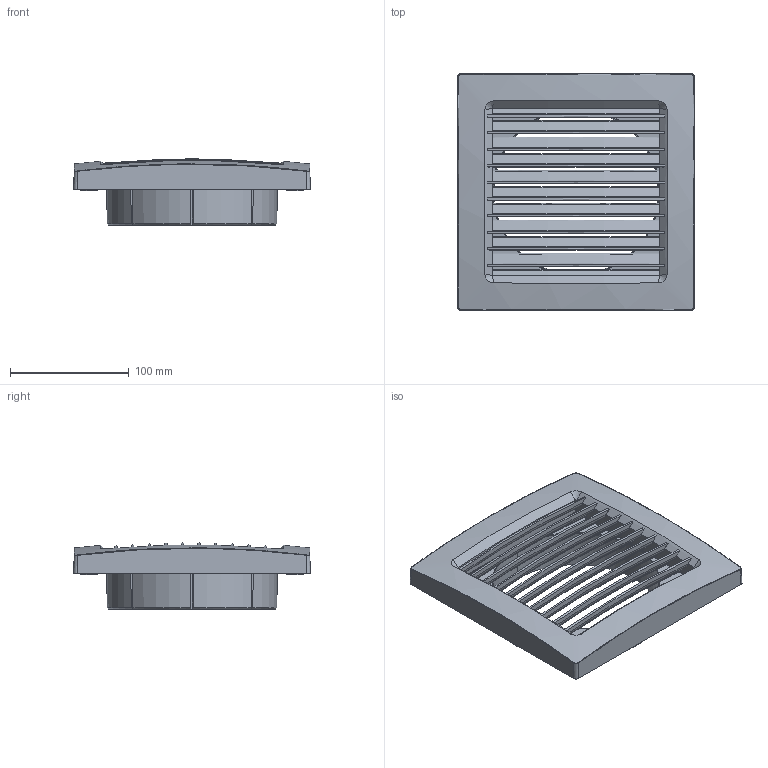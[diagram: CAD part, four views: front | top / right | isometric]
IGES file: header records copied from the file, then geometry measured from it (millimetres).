
Global section: file name: SG-150; native system: AutoCAD 2021 - Deutsch (German); preprocessor: Autodesk Translation Framework DWG producer (atf_dwg_producer); organization: unknown; date: 20210708.161535; units: millimetre
Bounding box: 199.8 x 199.8 x 55.85 mm (x, y, z)
Volume: 503984.8 mm3; surface area: 163858.1 mm2
Topology: 1 solids, 1 shells, 281 faces, 844 edges, 556 vertices
Faces by surface type: bspline 281
